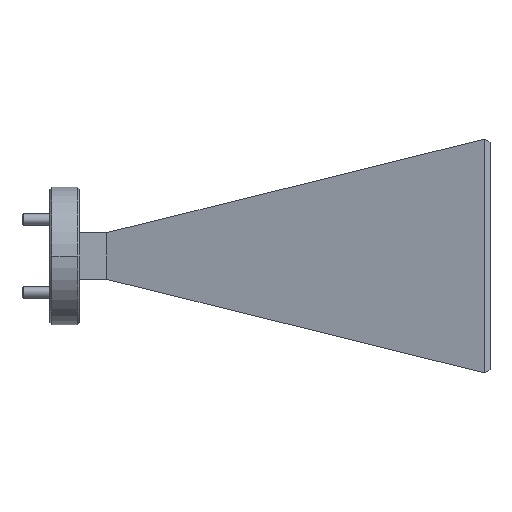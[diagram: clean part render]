
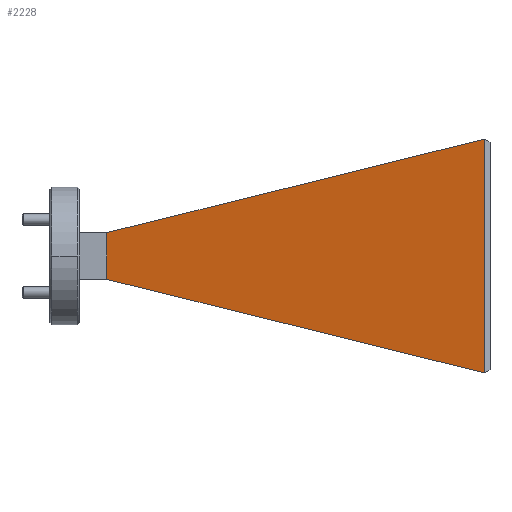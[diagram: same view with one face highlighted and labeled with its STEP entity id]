
A CAD part, front view. The second image highlights one B-rep face of the part: STEP entity #2228.
In plain terms, the highlighted planar face has unit normal (-0.204, -0.979, 0).
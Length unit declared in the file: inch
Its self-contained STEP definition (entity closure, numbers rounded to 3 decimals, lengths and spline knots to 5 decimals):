
#68 = EDGE_CURVE ( 'NONE', #2321, #538, #489, .T. ) ;
#69 = FACE_OUTER_BOUND ( 'NONE', #359, .T. ) ;
#179 = EDGE_CURVE ( 'NONE', #538, #2519, #2179, .T. ) ;
#281 = CARTESIAN_POINT ( 'NONE',  ( -0.48644, -0.59197, 1.56806 ) ) ;
#314 = DIRECTION ( 'NONE',  ( -0.204, -0.979, 0. ) ) ;
#359 = EDGE_LOOP ( 'NONE', ( #2086, #2609, #1951, #2015 ) ) ;
#378 = CARTESIAN_POINT ( 'NONE',  ( -2.54707, -0.16161, 0.92306 ) ) ;
#489 = LINE ( 'NONE', #281, #939 ) ;
#525 = EDGE_CURVE ( 'NONE', #2519, #2458, #2264, .T. ) ;
#538 = VERTEX_POINT ( 'NONE', #1819 ) ;
#696 = LINE ( 'NONE', #963, #1406 ) ;
#819 = EDGE_CURVE ( 'NONE', #2321, #2458, #696, .T. ) ;
#881 = PLANE ( 'NONE',  #898 ) ;
#898 = AXIS2_PLACEMENT_3D ( 'NONE', #2391, #314, #2561 ) ;
#939 = VECTOR ( 'NONE', #2353, 39.37008 ) ;
#963 = CARTESIAN_POINT ( 'NONE',  ( -0.45707, -0.59811, 0.27806 ) ) ;
#1042 = DIRECTION ( 'NONE',  ( 0., 0., -1. ) ) ;
#1143 = CARTESIAN_POINT ( 'NONE',  ( -0.48644, -0.59197, 0.28534 ) ) ;
#1406 = VECTOR ( 'NONE', #2406, 39.37008 ) ;
#1584 = CARTESIAN_POINT ( 'NONE',  ( -2.54707, -0.16161, 0.79606 ) ) ;
#1819 = CARTESIAN_POINT ( 'NONE',  ( -0.48644, -0.59197, 1.56078 ) ) ;
#1951 = ORIENTED_EDGE ( 'NONE', *, *, #179, .T. ) ;
#2012 = CARTESIAN_POINT ( 'NONE',  ( -0.45707, -0.59811, 1.56806 ) ) ;
#2015 = ORIENTED_EDGE ( 'NONE', *, *, #525, .T. ) ;
#2086 = ORIENTED_EDGE ( 'NONE', *, *, #819, .F. ) ;
#2179 = LINE ( 'NONE', #2012, #2358 ) ;
#2209 = CARTESIAN_POINT ( 'NONE',  ( -2.54707, -0.16161, 1.05006 ) ) ;
#2228 = ADVANCED_FACE ( 'NONE', ( #69 ), #881, .T. ) ;
#2235 = VECTOR ( 'NONE', #1042, 39.37008 ) ;
#2264 = LINE ( 'NONE', #378, #2235 ) ;
#2321 = VERTEX_POINT ( 'NONE', #1143 ) ;
#2353 = DIRECTION ( 'NONE',  ( 0., 0., 1. ) ) ;
#2358 = VECTOR ( 'NONE', #2389, 39.37008 ) ;
#2389 = DIRECTION ( 'NONE',  ( -0.951, 0.199, -0.236 ) ) ;
#2391 = CARTESIAN_POINT ( 'NONE',  ( -0.78913, -0.52876, 0.92306 ) ) ;
#2406 = DIRECTION ( 'NONE',  ( -0.951, 0.199, 0.236 ) ) ;
#2458 = VERTEX_POINT ( 'NONE', #1584 ) ;
#2519 = VERTEX_POINT ( 'NONE', #2209 ) ;
#2561 = DIRECTION ( 'NONE',  ( 0.979, -0.204, 0. ) ) ;
#2609 = ORIENTED_EDGE ( 'NONE', *, *, #68, .T. ) ;
